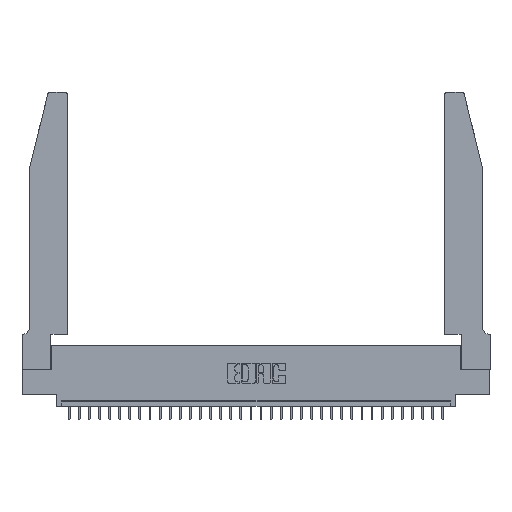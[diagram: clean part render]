
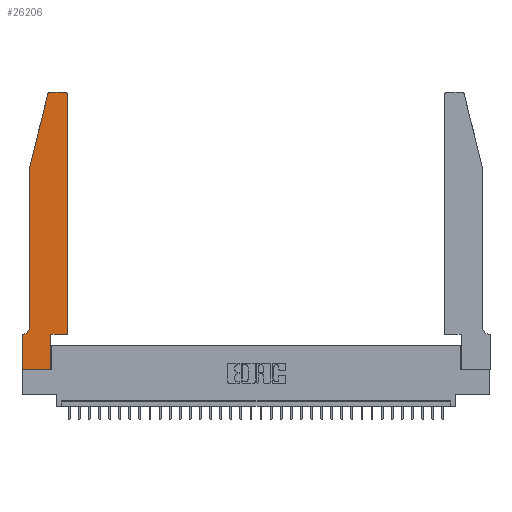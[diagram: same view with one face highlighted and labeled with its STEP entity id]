
A CAD part, top view. The second image highlights one B-rep face of the part: STEP entity #26206.
In plain terms, the highlighted planar face has unit normal (0, 0, 1).
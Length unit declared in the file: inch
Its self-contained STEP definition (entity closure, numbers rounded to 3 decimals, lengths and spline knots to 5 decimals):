
#105 = DIRECTION ( 'NONE',  ( 0., -1., 0. ) ) ;
#134 = LINE ( 'NONE', #23270, #30381 ) ;
#216 = ORIENTED_EDGE ( 'NONE', *, *, #15043, .T. ) ;
#397 = EDGE_CURVE ( 'NONE', #438, #14558, #5955, .T. ) ;
#438 = VERTEX_POINT ( 'NONE', #13879 ) ;
#468 = VECTOR ( 'NONE', #17411, 39.37008 ) ;
#620 = DIRECTION ( 'NONE',  ( 0., 0., 1. ) ) ;
#669 = VERTEX_POINT ( 'NONE', #7662 ) ;
#676 = VERTEX_POINT ( 'NONE', #5408 ) ;
#1028 = CARTESIAN_POINT ( 'NONE',  ( 0., 0., 0.37 ) ) ;
#1237 = DIRECTION ( 'NONE',  ( 0., 0., -1. ) ) ;
#1885 = LINE ( 'NONE', #12586, #2925 ) ;
#2163 = VERTEX_POINT ( 'NONE', #24882 ) ;
#2925 = VECTOR ( 'NONE', #28298, 39.37008 ) ;
#3022 = AXIS2_PLACEMENT_3D ( 'NONE', #8740, #620, #13732 ) ;
#3601 = VERTEX_POINT ( 'NONE', #18302 ) ;
#3759 = VERTEX_POINT ( 'NONE', #1028 ) ;
#4058 = ORIENTED_EDGE ( 'NONE', *, *, #29853, .T. ) ;
#4115 = CIRCLE ( 'NONE', #23957, 0.07 ) ;
#4421 = LINE ( 'NONE', #11677, #24887 ) ;
#4789 = VECTOR ( 'NONE', #9226, 39.37008 ) ;
#5264 = DIRECTION ( 'NONE',  ( 0., 0., 1. ) ) ;
#5408 = CARTESIAN_POINT ( 'NONE',  ( 0.4205, 2.75, 0.37 ) ) ;
#5955 = LINE ( 'NONE', #24600, #4789 ) ;
#5959 = FACE_OUTER_BOUND ( 'NONE', #19091, .T. ) ;
#6049 = CARTESIAN_POINT ( 'NONE',  ( 0., 0., 0.37 ) ) ;
#6366 = VECTOR ( 'NONE', #105, 39.37008 ) ;
#7370 = EDGE_CURVE ( 'NONE', #676, #15352, #4421, .T. ) ;
#7662 = CARTESIAN_POINT ( 'NONE',  ( 0.0755, 0.42, 0.37 ) ) ;
#7863 = DIRECTION ( 'NONE',  ( 1., 0., 0. ) ) ;
#8347 = CIRCLE ( 'NONE', #33702, 0.03 ) ;
#8740 = CARTESIAN_POINT ( 'NONE',  ( 0.284, 2.72, 0.37 ) ) ;
#8863 = VERTEX_POINT ( 'NONE', #31573 ) ;
#9226 = DIRECTION ( 'NONE',  ( -1., 0., 0. ) ) ;
#9321 = CARTESIAN_POINT ( 'NONE',  ( 0.25487, 2.72718, 0.37 ) ) ;
#9331 = LINE ( 'NONE', #20370, #468 ) ;
#10072 = DIRECTION ( 'NONE',  ( 1., 0., 0. ) ) ;
#10164 = DIRECTION ( 'NONE',  ( 0., 1., 0. ) ) ;
#11187 = VERTEX_POINT ( 'NONE', #9321 ) ;
#11677 = CARTESIAN_POINT ( 'NONE',  ( 0.2605, 2.75, 0.37 ) ) ;
#11760 = DIRECTION ( 'NONE',  ( -1., 0., 0. ) ) ;
#12107 = EDGE_CURVE ( 'NONE', #15352, #11187, #14020, .T. ) ;
#12221 = DIRECTION ( 'NONE',  ( 1., 0., 0. ) ) ;
#12308 = ORIENTED_EDGE ( 'NONE', *, *, #25171, .T. ) ;
#12586 = CARTESIAN_POINT ( 'NONE',  ( 0.0755, 2., 0.37 ) ) ;
#13732 = DIRECTION ( 'NONE',  ( 1., 0., 0. ) ) ;
#13879 = CARTESIAN_POINT ( 'NONE',  ( 0.0055, 0.35, 0.37 ) ) ;
#14020 = CIRCLE ( 'NONE', #3022, 0.03 ) ;
#14558 = VERTEX_POINT ( 'NONE', #22766 ) ;
#14674 = EDGE_CURVE ( 'NONE', #3601, #2163, #134, .T. ) ;
#14879 = ORIENTED_EDGE ( 'NONE', *, *, #27248, .T. ) ;
#15043 = EDGE_CURVE ( 'NONE', #26812, #676, #8347, .T. ) ;
#15352 = VERTEX_POINT ( 'NONE', #24255 ) ;
#15802 = VECTOR ( 'NONE', #10072, 39.37008 ) ;
#15960 = LINE ( 'NONE', #18222, #6366 ) ;
#16380 = LINE ( 'NONE', #6049, #28648 ) ;
#16464 = CARTESIAN_POINT ( 'NONE',  ( 0., 0.35, 0.37 ) ) ;
#17370 = LINE ( 'NONE', #20496, #24507 ) ;
#17411 = DIRECTION ( 'NONE',  ( 0., 1., 0. ) ) ;
#17944 = ORIENTED_EDGE ( 'NONE', *, *, #29052, .T. ) ;
#18222 = CARTESIAN_POINT ( 'NONE',  ( 0.0755, 2., 0.37 ) ) ;
#18302 = CARTESIAN_POINT ( 'NONE',  ( 0.2865, 0., 0.37 ) ) ;
#19091 = EDGE_LOOP ( 'NONE', ( #20921, #26798, #14879, #4058, #28365, #29406, #25987, #25020, #32816, #17944, #12308, #216 ) ) ;
#19563 = VERTEX_POINT ( 'NONE', #24335 ) ;
#20370 = CARTESIAN_POINT ( 'NONE',  ( 0.4505, 0.35, 0.37 ) ) ;
#20496 = CARTESIAN_POINT ( 'NONE',  ( 0.4505, 0.35, 0.37 ) ) ;
#20921 = ORIENTED_EDGE ( 'NONE', *, *, #7370, .T. ) ;
#21081 = EDGE_CURVE ( 'NONE', #669, #438, #4115, .T. ) ;
#22766 = CARTESIAN_POINT ( 'NONE',  ( 0., 0.35, 0.37 ) ) ;
#22999 = CARTESIAN_POINT ( 'NONE',  ( 0.4505, 2.72, 0.37 ) ) ;
#23270 = CARTESIAN_POINT ( 'NONE',  ( 0.2865, 0.35, 0.37 ) ) ;
#23792 = EDGE_CURVE ( 'NONE', #3759, #3601, #24152, .T. ) ;
#23957 = AXIS2_PLACEMENT_3D ( 'NONE', #24893, #1237, #11760 ) ;
#24152 = LINE ( 'NONE', #28699, #15802 ) ;
#24255 = CARTESIAN_POINT ( 'NONE',  ( 0.284, 2.75, 0.37 ) ) ;
#24335 = CARTESIAN_POINT ( 'NONE',  ( 0.0755, 2., 0.37 ) ) ;
#24434 = DIRECTION ( 'NONE',  ( 1., 0., 0. ) ) ;
#24507 = VECTOR ( 'NONE', #12221, 39.37008 ) ;
#24600 = CARTESIAN_POINT ( 'NONE',  ( 0.0755, 0.35, 0.37 ) ) ;
#24882 = CARTESIAN_POINT ( 'NONE',  ( 0.2865, 0.35, 0.37 ) ) ;
#24887 = VECTOR ( 'NONE', #32731, 39.37008 ) ;
#24893 = CARTESIAN_POINT ( 'NONE',  ( 0.0055, 0.42, 0.37 ) ) ;
#25020 = ORIENTED_EDGE ( 'NONE', *, *, #23792, .T. ) ;
#25171 = EDGE_CURVE ( 'NONE', #8863, #26812, #9331, .T. ) ;
#25481 = CARTESIAN_POINT ( 'NONE',  ( 0.4205, 2.72, 0.37 ) ) ;
#25987 = ORIENTED_EDGE ( 'NONE', *, *, #27111, .T. ) ;
#26206 = ADVANCED_FACE ( 'NONE', ( #5959 ), #29284, .T. ) ;
#26529 = DIRECTION ( 'NONE',  ( 0., 0., 1. ) ) ;
#26798 = ORIENTED_EDGE ( 'NONE', *, *, #12107, .T. ) ;
#26812 = VERTEX_POINT ( 'NONE', #22999 ) ;
#27111 = EDGE_CURVE ( 'NONE', #14558, #3759, #16380, .T. ) ;
#27248 = EDGE_CURVE ( 'NONE', #11187, #19563, #1885, .T. ) ;
#28298 = DIRECTION ( 'NONE',  ( -0.239, -0.971, 0. ) ) ;
#28365 = ORIENTED_EDGE ( 'NONE', *, *, #21081, .T. ) ;
#28648 = VECTOR ( 'NONE', #32632, 39.37008 ) ;
#28699 = CARTESIAN_POINT ( 'NONE',  ( 0., 0., 0.37 ) ) ;
#29052 = EDGE_CURVE ( 'NONE', #2163, #8863, #17370, .T. ) ;
#29284 = PLANE ( 'NONE',  #33068 ) ;
#29406 = ORIENTED_EDGE ( 'NONE', *, *, #397, .T. ) ;
#29853 = EDGE_CURVE ( 'NONE', #19563, #669, #15960, .T. ) ;
#30381 = VECTOR ( 'NONE', #10164, 39.37008 ) ;
#31573 = CARTESIAN_POINT ( 'NONE',  ( 0.4505, 0.35, 0.37 ) ) ;
#32632 = DIRECTION ( 'NONE',  ( 0., -1., 0. ) ) ;
#32731 = DIRECTION ( 'NONE',  ( -1., 0., 0. ) ) ;
#32816 = ORIENTED_EDGE ( 'NONE', *, *, #14674, .T. ) ;
#33068 = AXIS2_PLACEMENT_3D ( 'NONE', #16464, #26529, #24434 ) ;
#33702 = AXIS2_PLACEMENT_3D ( 'NONE', #25481, #5264, #7863 ) ;
